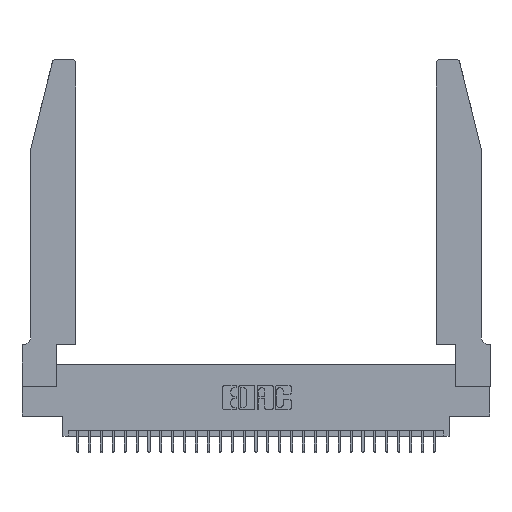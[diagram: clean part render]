
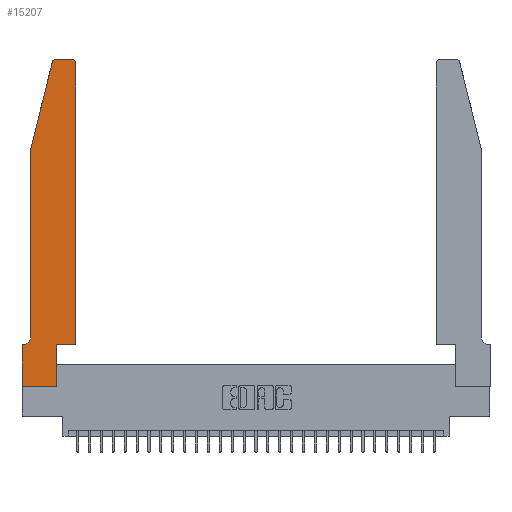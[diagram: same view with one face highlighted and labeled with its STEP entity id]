
A CAD part, top view. The second image highlights one B-rep face of the part: STEP entity #15207.
In plain terms, the highlighted planar face has unit normal (0, 0, 1).
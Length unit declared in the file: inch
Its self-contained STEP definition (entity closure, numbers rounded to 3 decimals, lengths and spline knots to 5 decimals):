
#468 = CARTESIAN_POINT ( 'NONE',  ( 0.0755, 0.42, 0.37 ) ) ;
#480 = DIRECTION ( 'NONE',  ( 0., -1., 0. ) ) ;
#746 = VECTOR ( 'NONE', #25508, 39.37008 ) ;
#1397 = VERTEX_POINT ( 'NONE', #20580 ) ;
#1600 = CARTESIAN_POINT ( 'NONE',  ( 0.284, 2.72, 0.37 ) ) ;
#1994 = VERTEX_POINT ( 'NONE', #12469 ) ;
#2235 = VECTOR ( 'NONE', #6922, 39.37008 ) ;
#2560 = CARTESIAN_POINT ( 'NONE',  ( 0.2605, 2.75, 0.37 ) ) ;
#2961 = EDGE_CURVE ( 'NONE', #21492, #25607, #18079, .T. ) ;
#3129 = VERTEX_POINT ( 'NONE', #468 ) ;
#3415 = EDGE_CURVE ( 'NONE', #1397, #3129, #18204, .T. ) ;
#3556 = CARTESIAN_POINT ( 'NONE',  ( 0.2865, 0., 0.37 ) ) ;
#3807 = EDGE_CURVE ( 'NONE', #1994, #17938, #12364, .T. ) ;
#4146 = VERTEX_POINT ( 'NONE', #5471 ) ;
#4329 = CARTESIAN_POINT ( 'NONE',  ( 0.0755, 0.35, 0.37 ) ) ;
#5471 = CARTESIAN_POINT ( 'NONE',  ( 0.2865, 0.35, 0.37 ) ) ;
#5591 = VECTOR ( 'NONE', #9083, 39.37008 ) ;
#5687 = CIRCLE ( 'NONE', #9150, 0.03 ) ;
#5957 = DIRECTION ( 'NONE',  ( -0.239, -0.971, 0. ) ) ;
#6361 = CARTESIAN_POINT ( 'NONE',  ( 0.0755, 2., 0.37 ) ) ;
#6922 = DIRECTION ( 'NONE',  ( -1., 0., 0. ) ) ;
#7597 = EDGE_CURVE ( 'NONE', #17938, #13357, #5687, .T. ) ;
#8106 = ORIENTED_EDGE ( 'NONE', *, *, #30181, .T. ) ;
#8803 = CARTESIAN_POINT ( 'NONE',  ( 0.0055, 0.42, 0.37 ) ) ;
#8931 = CARTESIAN_POINT ( 'NONE',  ( 0.4505, 0.35, 0.37 ) ) ;
#9083 = DIRECTION ( 'NONE',  ( 1., 0., 0. ) ) ;
#9150 = AXIS2_PLACEMENT_3D ( 'NONE', #1600, #27331, #22951 ) ;
#9494 = CARTESIAN_POINT ( 'NONE',  ( 0.25487, 2.72718, 0.37 ) ) ;
#9541 = CARTESIAN_POINT ( 'NONE',  ( 0., 0.35, 0.37 ) ) ;
#11601 = VERTEX_POINT ( 'NONE', #12588 ) ;
#11700 = AXIS2_PLACEMENT_3D ( 'NONE', #8803, #20809, #20359 ) ;
#11809 = DIRECTION ( 'NONE',  ( -1., 0., 0. ) ) ;
#11876 = PLANE ( 'NONE',  #24951 ) ;
#12364 = LINE ( 'NONE', #2560, #2235 ) ;
#12379 = LINE ( 'NONE', #28772, #14127 ) ;
#12469 = CARTESIAN_POINT ( 'NONE',  ( 0.4205, 2.75, 0.37 ) ) ;
#12574 = EDGE_CURVE ( 'NONE', #17523, #27383, #16643, .T. ) ;
#12588 = CARTESIAN_POINT ( 'NONE',  ( 0., 0., 0.37 ) ) ;
#12751 = CARTESIAN_POINT ( 'NONE',  ( 0.284, 2.75, 0.37 ) ) ;
#12992 = ORIENTED_EDGE ( 'NONE', *, *, #12574, .T. ) ;
#13357 = VERTEX_POINT ( 'NONE', #9494 ) ;
#13998 = AXIS2_PLACEMENT_3D ( 'NONE', #27412, #17906, #25069 ) ;
#14127 = VECTOR ( 'NONE', #19413, 39.37008 ) ;
#14718 = DIRECTION ( 'NONE',  ( 0., 1., 0. ) ) ;
#14839 = LINE ( 'NONE', #24022, #15753 ) ;
#15207 = ADVANCED_FACE ( 'NONE', ( #26078 ), #11876, .T. ) ;
#15753 = VECTOR ( 'NONE', #19215, 39.37008 ) ;
#16069 = EDGE_CURVE ( 'NONE', #4146, #21492, #20197, .T. ) ;
#16546 = ORIENTED_EDGE ( 'NONE', *, *, #22269, .T. ) ;
#16643 = LINE ( 'NONE', #4329, #29905 ) ;
#17013 = VECTOR ( 'NONE', #5957, 39.37008 ) ;
#17341 = CARTESIAN_POINT ( 'NONE',  ( 0.4505, 0.35, 0.37 ) ) ;
#17496 = ORIENTED_EDGE ( 'NONE', *, *, #2961, .T. ) ;
#17523 = VERTEX_POINT ( 'NONE', #19022 ) ;
#17906 = DIRECTION ( 'NONE',  ( 0., 0., 1. ) ) ;
#17938 = VERTEX_POINT ( 'NONE', #12751 ) ;
#18061 = ORIENTED_EDGE ( 'NONE', *, *, #3415, .T. ) ;
#18079 = LINE ( 'NONE', #17341, #25099 ) ;
#18204 = LINE ( 'NONE', #6361, #746 ) ;
#18934 = ORIENTED_EDGE ( 'NONE', *, *, #21612, .T. ) ;
#18952 = CIRCLE ( 'NONE', #13998, 0.03 ) ;
#19022 = CARTESIAN_POINT ( 'NONE',  ( 0.0055, 0.35, 0.37 ) ) ;
#19070 = DIRECTION ( 'NONE',  ( 0., 0., 1. ) ) ;
#19215 = DIRECTION ( 'NONE',  ( 1., 0., 0. ) ) ;
#19413 = DIRECTION ( 'NONE',  ( 0., 1., 0. ) ) ;
#19506 = ORIENTED_EDGE ( 'NONE', *, *, #16069, .T. ) ;
#19937 = LINE ( 'NONE', #29438, #27067 ) ;
#20197 = LINE ( 'NONE', #8931, #5591 ) ;
#20359 = DIRECTION ( 'NONE',  ( -1., 0., 0. ) ) ;
#20580 = CARTESIAN_POINT ( 'NONE',  ( 0.0755, 2., 0.37 ) ) ;
#20809 = DIRECTION ( 'NONE',  ( 0., 0., -1. ) ) ;
#21492 = VERTEX_POINT ( 'NONE', #28942 ) ;
#21612 = EDGE_CURVE ( 'NONE', #3129, #17523, #29627, .T. ) ;
#21996 = CARTESIAN_POINT ( 'NONE',  ( 0.4505, 2.72, 0.37 ) ) ;
#22178 = CARTESIAN_POINT ( 'NONE',  ( 0.0755, 2., 0.37 ) ) ;
#22269 = EDGE_CURVE ( 'NONE', #11601, #29033, #14839, .T. ) ;
#22951 = DIRECTION ( 'NONE',  ( 1., 0., 0. ) ) ;
#23552 = ORIENTED_EDGE ( 'NONE', *, *, #27999, .T. ) ;
#24022 = CARTESIAN_POINT ( 'NONE',  ( 0., 0., 0.37 ) ) ;
#24951 = AXIS2_PLACEMENT_3D ( 'NONE', #9541, #19070, #28589 ) ;
#25069 = DIRECTION ( 'NONE',  ( 1., 0., 0. ) ) ;
#25099 = VECTOR ( 'NONE', #14718, 39.37008 ) ;
#25508 = DIRECTION ( 'NONE',  ( 0., -1., 0. ) ) ;
#25607 = VERTEX_POINT ( 'NONE', #21996 ) ;
#25830 = ORIENTED_EDGE ( 'NONE', *, *, #29985, .T. ) ;
#26078 = FACE_OUTER_BOUND ( 'NONE', #30437, .T. ) ;
#26928 = EDGE_CURVE ( 'NONE', #25607, #1994, #18952, .T. ) ;
#27067 = VECTOR ( 'NONE', #480, 39.37008 ) ;
#27331 = DIRECTION ( 'NONE',  ( 0., 0., 1. ) ) ;
#27383 = VERTEX_POINT ( 'NONE', #28164 ) ;
#27412 = CARTESIAN_POINT ( 'NONE',  ( 0.4205, 2.72, 0.37 ) ) ;
#27729 = ORIENTED_EDGE ( 'NONE', *, *, #26928, .T. ) ;
#27999 = EDGE_CURVE ( 'NONE', #13357, #1397, #29333, .T. ) ;
#28164 = CARTESIAN_POINT ( 'NONE',  ( 0., 0.35, 0.37 ) ) ;
#28330 = ORIENTED_EDGE ( 'NONE', *, *, #3807, .T. ) ;
#28589 = DIRECTION ( 'NONE',  ( 1., 0., 0. ) ) ;
#28772 = CARTESIAN_POINT ( 'NONE',  ( 0.2865, 0.35, 0.37 ) ) ;
#28942 = CARTESIAN_POINT ( 'NONE',  ( 0.4505, 0.35, 0.37 ) ) ;
#29033 = VERTEX_POINT ( 'NONE', #3556 ) ;
#29333 = LINE ( 'NONE', #22178, #17013 ) ;
#29438 = CARTESIAN_POINT ( 'NONE',  ( 0., 0., 0.37 ) ) ;
#29627 = CIRCLE ( 'NONE', #11700, 0.07 ) ;
#29826 = ORIENTED_EDGE ( 'NONE', *, *, #7597, .T. ) ;
#29905 = VECTOR ( 'NONE', #11809, 39.37008 ) ;
#29985 = EDGE_CURVE ( 'NONE', #27383, #11601, #19937, .T. ) ;
#30181 = EDGE_CURVE ( 'NONE', #29033, #4146, #12379, .T. ) ;
#30437 = EDGE_LOOP ( 'NONE', ( #28330, #29826, #23552, #18061, #18934, #12992, #25830, #16546, #8106, #19506, #17496, #27729 ) ) ;
